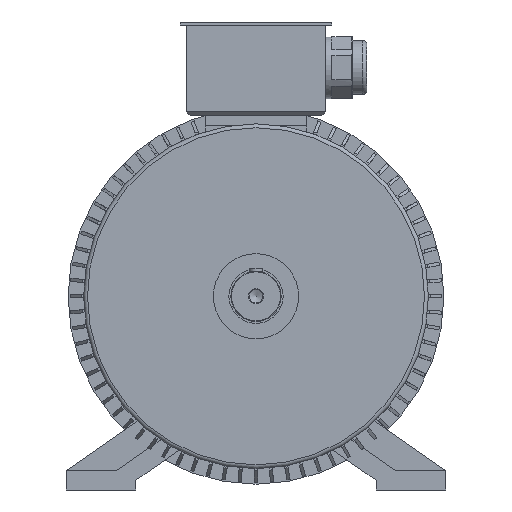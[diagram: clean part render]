
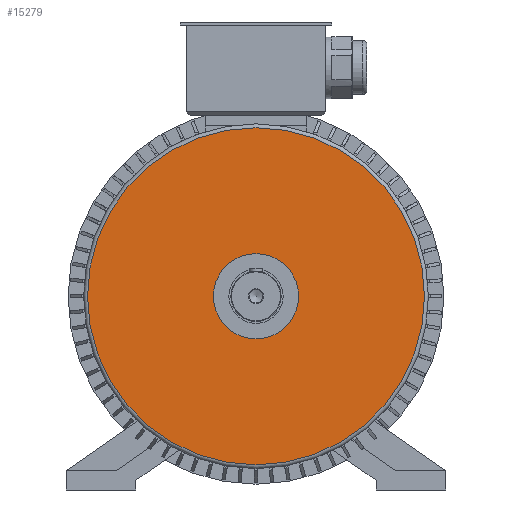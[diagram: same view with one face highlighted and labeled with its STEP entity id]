
A CAD part, front view. The second image highlights one B-rep face of the part: STEP entity #15279.
In plain terms, the highlighted planar face has unit normal (0, -1, 0).
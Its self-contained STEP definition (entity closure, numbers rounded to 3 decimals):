
#725=CIRCLE('',#16270,217.5);
#726=CIRCLE('',#16271,55.);
#2680=ORIENTED_EDGE('',*,*,#5589,.T.);
#2681=ORIENTED_EDGE('',*,*,#5590,.T.);
#5589=EDGE_CURVE('',#6871,#6871,#725,.F.);
#5590=EDGE_CURVE('',#6872,#6872,#726,.T.);
#6871=VERTEX_POINT('',#22989);
#6872=VERTEX_POINT('',#22991);
#9402=EDGE_LOOP('',(#2680));
#9403=EDGE_LOOP('',(#2681));
#10044=FACE_BOUND('',#9402,.T.);
#10045=FACE_BOUND('',#9403,.T.);
#10600=PLANE('',#16269);
#15279=ADVANCED_FACE('',(#10044,#10045),#10600,.F.);
#16269=AXIS2_PLACEMENT_3D('',#22987,#18968,#18969);
#16270=AXIS2_PLACEMENT_3D('',#22988,#18970,#18971);
#16271=AXIS2_PLACEMENT_3D('',#22990,#18972,#18973);
#18968=DIRECTION('',(0.,1.,0.));
#18969=DIRECTION('',(0.,0.,1.));
#18970=DIRECTION('',(0.,1.,0.));
#18971=DIRECTION('',(0.,0.,1.));
#18972=DIRECTION('',(0.,1.,0.));
#18973=DIRECTION('',(1.,0.,0.));
#22987=CARTESIAN_POINT('',(0.,-60.,0.));
#22988=CARTESIAN_POINT('',(0.,-60.,0.));
#22989=CARTESIAN_POINT('',(0.,-60.,217.5));
#22990=CARTESIAN_POINT('',(0.,-60.,0.));
#22991=CARTESIAN_POINT('',(55.,-60.,0.));
